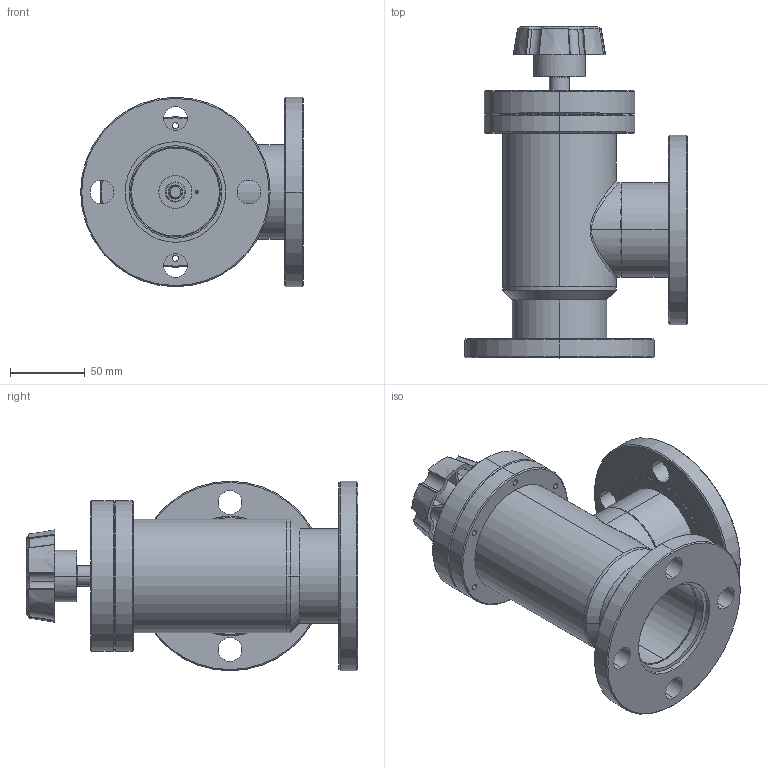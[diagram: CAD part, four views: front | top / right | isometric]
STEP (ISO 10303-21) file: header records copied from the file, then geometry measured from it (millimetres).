
FILE_DESCRIPTION (( 'STEP AP214' ), '1' );
FILE_NAME ('A-250-H-ASA_ANGLE_VALVE_RIGHT_ANGLE_VITON_BONNET_MANUAL.STEP', '2020-03-19T05:54:04', ( 'admin' ), ( 'Microsoft' ), 'SwSTEP 2.0', 'SolidWorks 2016', '' );
FILE_SCHEMA (( 'AUTOMOTIVE_DESIGN' ));
Length unit declared in the file: inch
Products named in the file (1): A-250-H-ASA_ANGLE_VALVE_RIGHT_ANGLE_VITON_BONNET_MANUAL
Bounding box: 149.22 x 222.36 x 127 mm (x, y, z)
Volume: 516883 mm3; surface area: 225406.3 mm2
Topology: 13 solids, 13 shells, 363 faces, 904 edges, 591 vertices
Faces by surface type: cylinder 168, cone 96, plane 83, bspline 16
Entity records: 14240 total; most frequent: CARTESIAN_POINT 5323, DIRECTION 1829, ORIENTED_EDGE 1808, EDGE_CURVE 904, AXIS2_PLACEMENT_3D 774, VERTEX_POINT 591, EDGE_LOOP 453, CIRCLE 426
